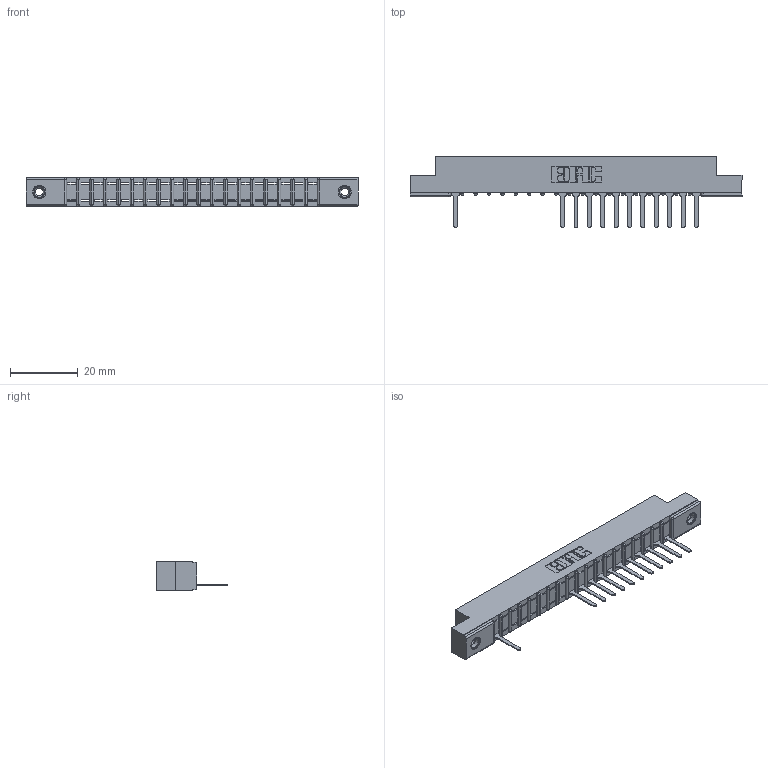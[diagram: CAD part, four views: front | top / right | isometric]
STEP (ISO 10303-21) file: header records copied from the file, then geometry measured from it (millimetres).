
FILE_DESCRIPTION (( 'STEP AP203' ), '1' );
FILE_NAME ('307-019-527-108.STEP', '2018-08-03T23:53:38', ( '' ), ( '' ), 'SwSTEP 2.0', 'SolidWorks 2016', '' );
FILE_SCHEMA (( 'CONFIG_CONTROL_DESIGN' ));
Length unit declared in the file: inch
Products named in the file (4): 307-290-001_527; 345-250-001_345-250-003-102; 307-019-527-108; 307 Part_.156 Dia Mounting Holes
Assembly tree (15 placements, depth 2):
  307-019-527-108
    307 Part_.156 Dia Mounting Holes
    307-290-001_527  x12
    345-250-001_345-250-003-102  x2
Bounding box: 98.3 x 21.11 x 8.71 mm (x, y, z)
Volume: 6113.3 mm3; surface area: 8813.7 mm2
Topology: 15 solids, 15 shells, 1010 faces, 2851 edges, 1822 vertices
Faces by surface type: plane 630, cylinder 324, sphere 40, cone 12, torus 4
Entity records: 20053 total; most frequent: CARTESIAN_POINT 3380, ORIENTED_EDGE 3366, DIRECTION 3303, EDGE_CURVE 1683, LINE 1281, VECTOR 1281, VERTEX_POINT 1088, AXIS2_PLACEMENT_3D 1011
